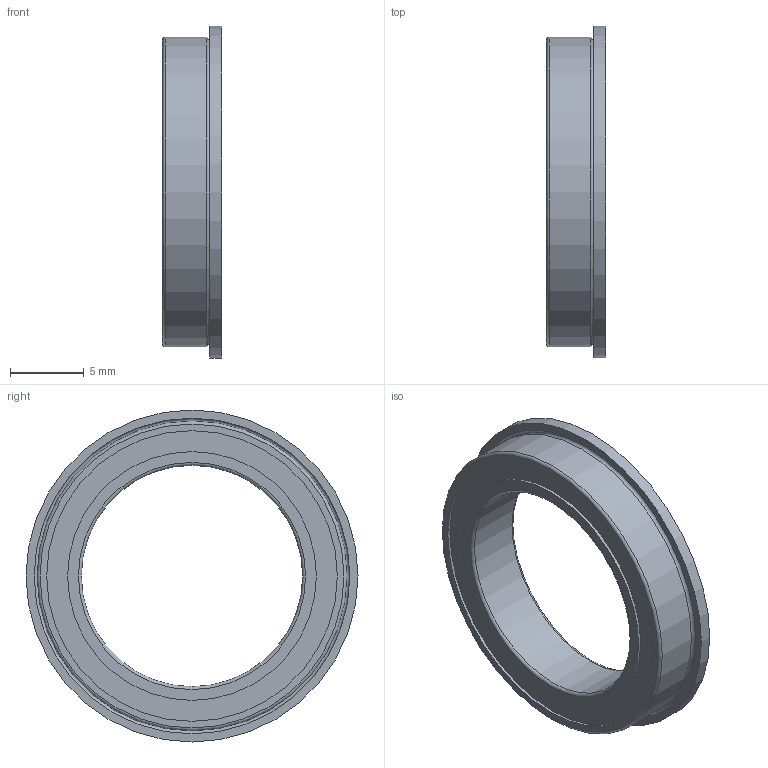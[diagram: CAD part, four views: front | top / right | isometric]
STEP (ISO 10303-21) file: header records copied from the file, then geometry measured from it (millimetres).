
FILE_DESCRIPTION(/* description */ ('STEP AP214'),/* implementation_level */ '2;1');
FILE_NAME(/* name */ 'FL6702ZZ',/* time_stamp */ '2024-02-23T18:32:23+01:00',/* author */ ('License CC BY-ND 4.0'),/* organization */ ('CADENAS'),/* preprocessor_version */ 'ST-DEVELOPER v19.3',/* originating_system */ 'PARTsolutions',/* authorisation */ ' ');
FILE_SCHEMA (('AUTOMOTIVE_DESIGN {1 0 10303 214 3 1 1}'));
Length unit declared in the file: millimetre
Products named in the file (1): FL6702ZZ
Bounding box: 4 x 22.5 x 22.5 mm (x, y, z)
Volume: 679.4 mm3; surface area: 965.6 mm2
Topology: 1 solids, 1 shells, 18 faces, 29 edges, 18 vertices
Faces by surface type: plane 7, cylinder 7, torus 4
Full cylindrical faces by diameter (mm): 15 x1, 16.86 x2, 19.7 x2, 21 x1, 22.5 x1
Entity records: 398 total; most frequent: DIRECTION 74, CARTESIAN_POINT 55, AXIS2_PLACEMENT_3D 37, ORIENTED_EDGE 36, EDGE_LOOP 36, FACE_BOUND 36, EDGE_CURVE 18, VERTEX_POINT 18
